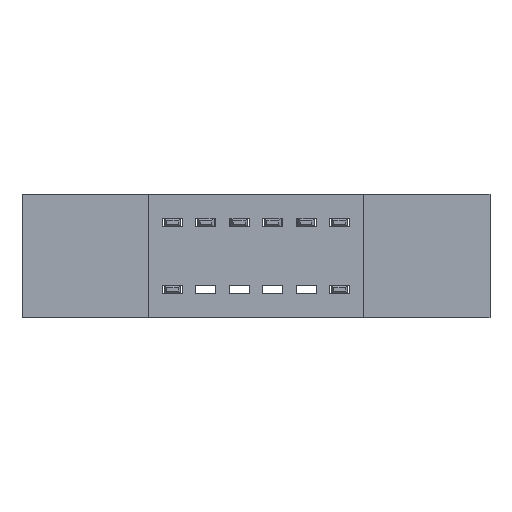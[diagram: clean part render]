
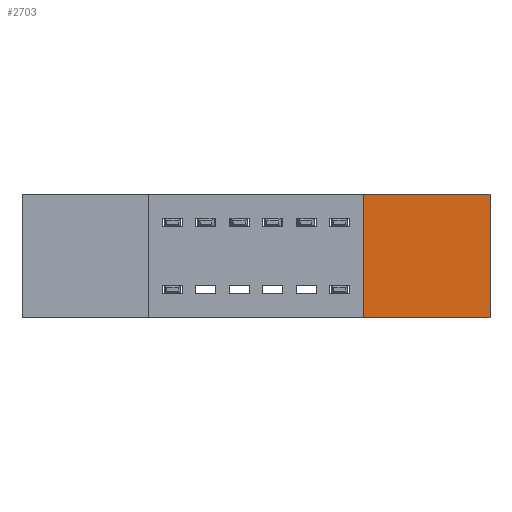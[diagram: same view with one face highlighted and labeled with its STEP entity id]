
A CAD part, front view. The second image highlights one B-rep face of the part: STEP entity #2703.
In plain terms, the highlighted planar face has unit normal (0, -1, 0).
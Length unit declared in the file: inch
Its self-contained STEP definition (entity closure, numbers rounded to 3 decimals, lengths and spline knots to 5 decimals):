
#19 = VERTEX_POINT ( 'NONE', #7354 ) ;
#35 = ORIENTED_EDGE ( 'NONE', *, *, #1919, .F. ) ;
#162 = DIRECTION ( 'NONE',  ( 0., 0., -1. ) ) ;
#908 = ORIENTED_EDGE ( 'NONE', *, *, #3828, .F. ) ;
#1230 = AXIS2_PLACEMENT_3D ( 'NONE', #4125, #2480, #5992 ) ;
#1331 = CARTESIAN_POINT ( 'NONE',  ( 1.4, 0., 0. ) ) ;
#1768 = VERTEX_POINT ( 'NONE', #2709 ) ;
#1769 = CARTESIAN_POINT ( 'NONE',  ( 1.023, 0., -0.37 ) ) ;
#1919 = EDGE_CURVE ( 'NONE', #1768, #19, #2274, .T. ) ;
#2274 = LINE ( 'NONE', #1769, #5453 ) ;
#2480 = DIRECTION ( 'NONE',  ( 0., -1., 0. ) ) ;
#2533 = CARTESIAN_POINT ( 'NONE',  ( 0., 0., -0.37 ) ) ;
#2628 = DIRECTION ( 'NONE',  ( -1., 0., 0. ) ) ;
#2678 = LINE ( 'NONE', #6987, #4334 ) ;
#2703 = ADVANCED_FACE ( 'NONE', ( #6217 ), #6081, .T. ) ;
#2709 = CARTESIAN_POINT ( 'NONE',  ( 1.023, 0., -0.37 ) ) ;
#2752 = EDGE_CURVE ( 'NONE', #19, #4719, #2678, .T. ) ;
#2803 = EDGE_LOOP ( 'NONE', ( #35, #4181, #908, #7816 ) ) ;
#3828 = EDGE_CURVE ( 'NONE', #4719, #3966, #7375, .T. ) ;
#3966 = VERTEX_POINT ( 'NONE', #6935 ) ;
#4074 = LINE ( 'NONE', #2533, #7244 ) ;
#4125 = CARTESIAN_POINT ( 'NONE',  ( 0., 0., -0.37 ) ) ;
#4181 = ORIENTED_EDGE ( 'NONE', *, *, #7272, .F. ) ;
#4334 = VECTOR ( 'NONE', #5492, 39.37008 ) ;
#4719 = VERTEX_POINT ( 'NONE', #7309 ) ;
#5453 = VECTOR ( 'NONE', #5705, 39.37008 ) ;
#5492 = DIRECTION ( 'NONE',  ( 1., 0., 0. ) ) ;
#5705 = DIRECTION ( 'NONE',  ( 0., 0., 1. ) ) ;
#5719 = VECTOR ( 'NONE', #162, 39.37008 ) ;
#5992 = DIRECTION ( 'NONE',  ( 0., 0., -1. ) ) ;
#6081 = PLANE ( 'NONE',  #1230 ) ;
#6217 = FACE_OUTER_BOUND ( 'NONE', #2803, .T. ) ;
#6935 = CARTESIAN_POINT ( 'NONE',  ( 1.4, 0., -0.37 ) ) ;
#6987 = CARTESIAN_POINT ( 'NONE',  ( 0., 0., 0. ) ) ;
#7244 = VECTOR ( 'NONE', #2628, 39.37008 ) ;
#7272 = EDGE_CURVE ( 'NONE', #3966, #1768, #4074, .T. ) ;
#7309 = CARTESIAN_POINT ( 'NONE',  ( 1.4, 0., 0. ) ) ;
#7354 = CARTESIAN_POINT ( 'NONE',  ( 1.023, 0., 0. ) ) ;
#7375 = LINE ( 'NONE', #1331, #5719 ) ;
#7816 = ORIENTED_EDGE ( 'NONE', *, *, #2752, .F. ) ;
